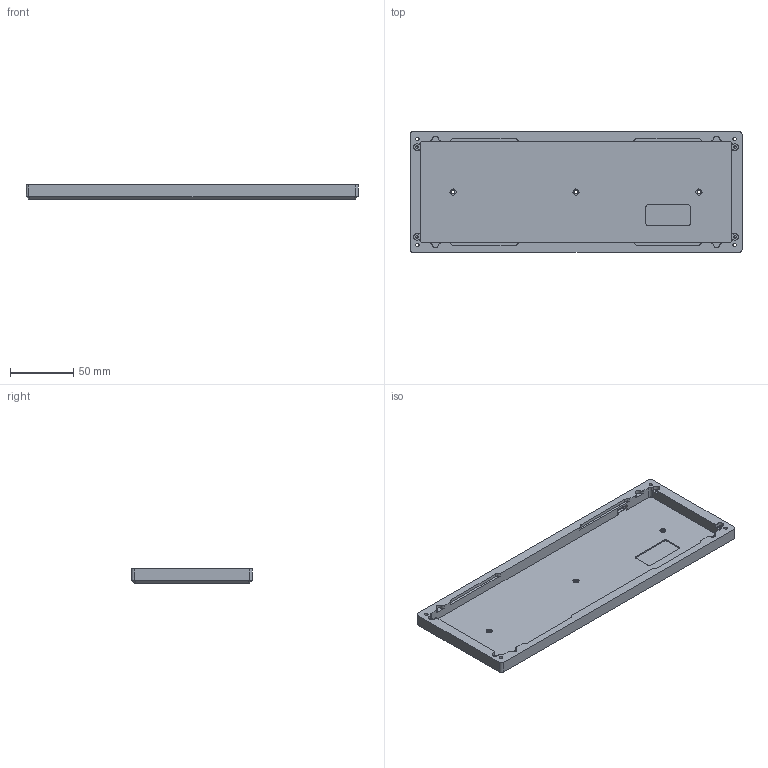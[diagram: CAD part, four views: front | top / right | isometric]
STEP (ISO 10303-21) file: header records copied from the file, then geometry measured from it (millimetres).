
FILE_DESCRIPTION(/* description */ (''),/* implementation_level */ '2;1');
FILE_NAME(/* name */ 'Carpool-Bottom.step',/* time_stamp */ '2021-06-12T14:02:43-04:00',/* author */ (''),/* organization */ (''),/* preprocessor_version */ 'ST-DEVELOPER v18.1',/* originating_system */ 'Autodesk Translation Framework v10.9.0.1377',/* authorisation */ '');
FILE_SCHEMA (('AUTOMOTIVE_DESIGN { 1 0 10303 214 3 1 1 }'));
Length unit declared in the file: millimetre
Products named in the file (1): Carpool-Bottom
Bounding box: 261.89 x 95.2 x 11.26 mm (x, y, z)
Volume: 93205.3 mm3; surface area: 64029.7 mm2
Topology: 1 solids, 1 shells, 163 faces, 415 edges, 266 vertices
Faces by surface type: cylinder 74, plane 55, bspline 34
Full cylindrical faces by diameter (mm): 2.075 x4, 2.7 x7, 4.8 x3, 5.27 x4
Entity records: 6258 total; most frequent: CARTESIAN_POINT 2435, ORIENTED_EDGE 830, DIRECTION 712, EDGE_CURVE 415, AXIS2_PLACEMENT_3D 272, VERTEX_POINT 266, EDGE_LOOP 191, LINE 168
